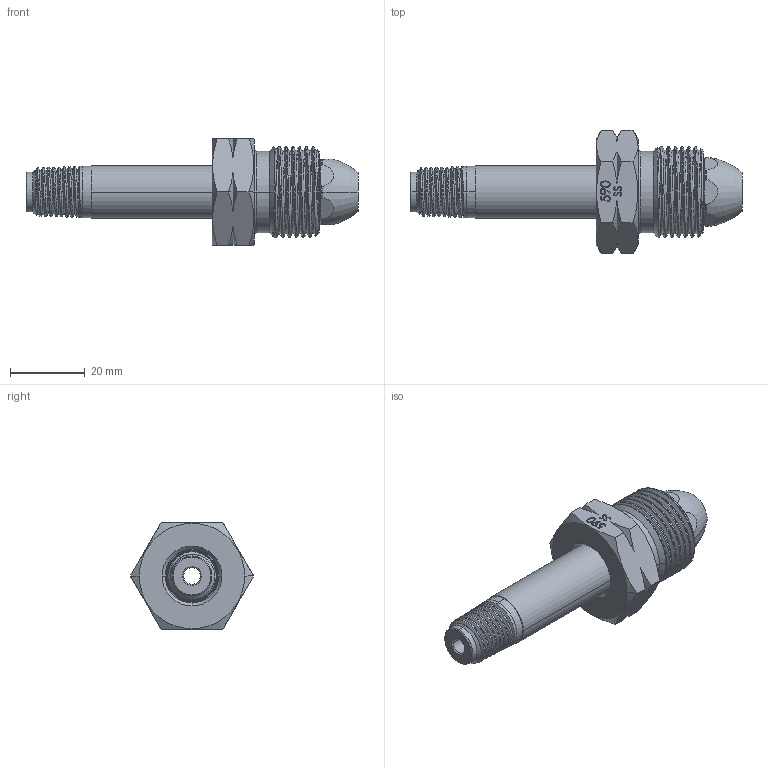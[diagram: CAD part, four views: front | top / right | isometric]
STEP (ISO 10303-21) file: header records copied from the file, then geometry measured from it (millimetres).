
FILE_DESCRIPTION (( 'STEP AP203' ), '1' );
FILE_NAME ('INL-590SS-4M-56.STEP', '2025-02-21T16:35:34', ( '' ), ( '' ), 'SwSTEP 2.0', 'SolidWorks 2018', '' );
FILE_SCHEMA (( 'CONFIG_CONTROL_DESIGN' ));
Length unit declared in the file: inch
Products named in the file (1): INL-590SS-4M-56
Bounding box: 88.9 x 33 x 28.57 mm (x, y, z)
Volume: 22910.5 mm3; surface area: 11003.9 mm2
Topology: 2 solids, 2 shells, 199 faces, 524 edges, 339 vertices
Faces by surface type: bspline 62, cone 57, plane 39, cylinder 33, torus 8
Entity records: 18122 total; most frequent: CARTESIAN_POINT 13714, ORIENTED_EDGE 1048, DIRECTION 646, EDGE_CURVE 524, VERTEX_POINT 339, B_SPLINE_CURVE_WITH_KNOTS 244, AXIS2_PLACEMENT_3D 228, EDGE_LOOP 213
